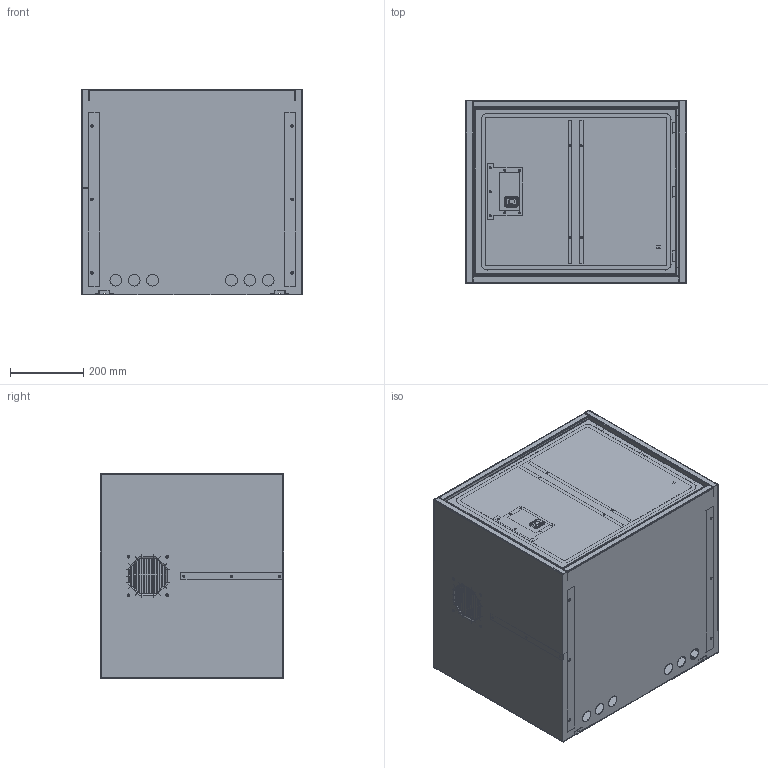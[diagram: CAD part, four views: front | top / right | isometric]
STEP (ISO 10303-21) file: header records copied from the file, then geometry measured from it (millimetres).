
FILE_DESCRIPTION (( 'STEP AP203' ), '1' );
FILE_NAME ('LV3-09U65-MF.STEP', '2023-11-30T08:09:45', ( '' ), ( '' ), 'SwSTEP 2.0', 'SolidWorks 2022', '' );
FILE_SCHEMA (( 'CONFIG_CONTROL_DESIGN' ));
Length unit declared in the file: millimetre
Products named in the file (1): LV3-09U65-MF
Bounding box: 600 x 498.3 x 560.13 mm (x, y, z)
Volume: 3877024.6 mm3; surface area: 4904021.5 mm2
Topology: 80 solids, 80 shells, 4388 faces, 11088 edges, 6979 vertices
Faces by surface type: plane 2415, cylinder 1225, bspline 384, cone 214, torus 134, sphere 16
Entity records: 155395 total; most frequent: CARTESIAN_POINT 49528, ORIENTED_EDGE 22012, DIRECTION 20982, EDGE_CURVE 11006, VECTOR 7212, LINE 7212, VERTEX_POINT 6979, AXIS2_PLACEMENT_3D 6885
